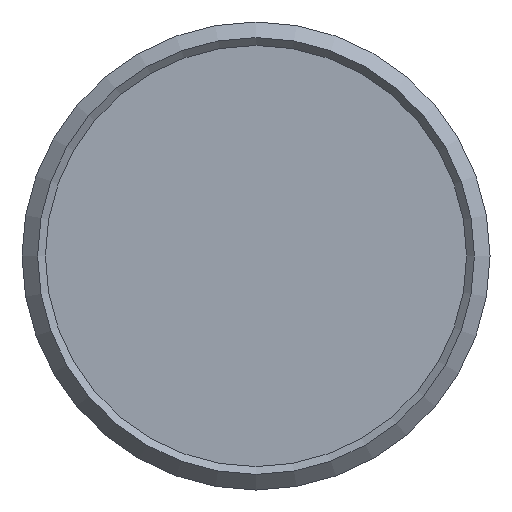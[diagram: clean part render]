
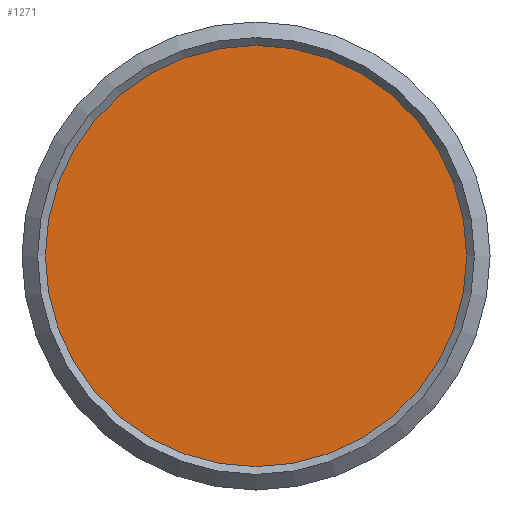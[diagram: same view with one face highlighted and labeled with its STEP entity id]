
A CAD part, front view. The second image highlights one B-rep face of the part: STEP entity #1271.
In plain terms, the highlighted planar face has unit normal (0, -1, 0).
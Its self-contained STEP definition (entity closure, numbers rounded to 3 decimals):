
#81=PLANE('',#1460);
#158=FACE_OUTER_BOUND('',#264,.T.);
#264=EDGE_LOOP('',(#1028));
#476=CIRCLE('',#1461,13.5);
#587=VERTEX_POINT('',#2247);
#738=EDGE_CURVE('',#587,#587,#476,.T.);
#1028=ORIENTED_EDGE('',*,*,#738,.F.);
#1271=ADVANCED_FACE('',(#158),#81,.T.);
#1460=AXIS2_PLACEMENT_3D('',#2246,#1854,#1855);
#1461=AXIS2_PLACEMENT_3D('',#2248,#1856,#1857);
#1854=DIRECTION('center_axis',(0.,-1.,0.));
#1855=DIRECTION('ref_axis',(0.,0.,-1.));
#1856=DIRECTION('center_axis',(0.,1.,0.));
#1857=DIRECTION('ref_axis',(-1.,0.,0.));
#2246=CARTESIAN_POINT('Origin',(6.75,0.5,0.));
#2247=CARTESIAN_POINT('',(13.5,0.5,0.));
#2248=CARTESIAN_POINT('Origin',(0.,0.5,
0.));
